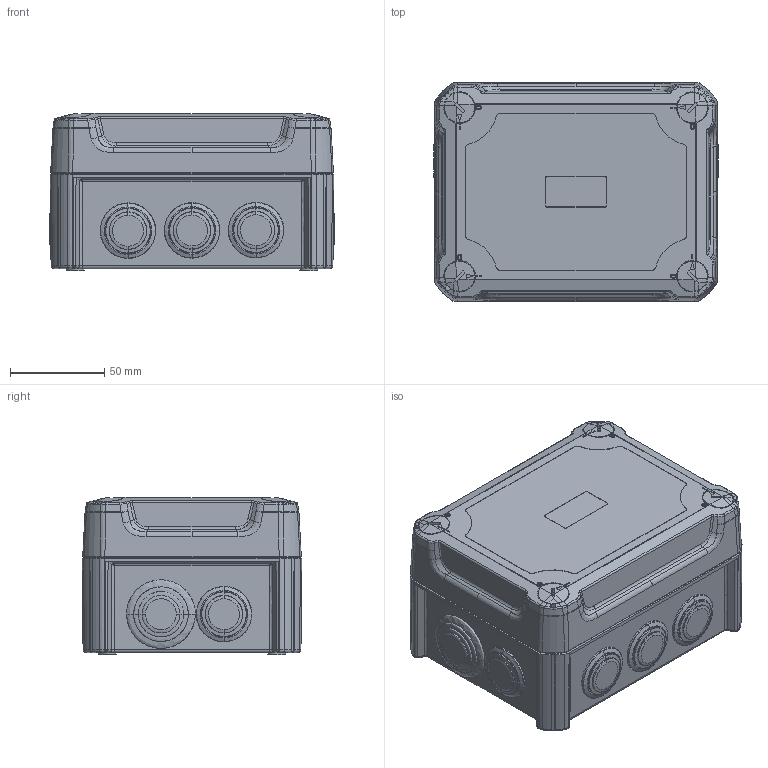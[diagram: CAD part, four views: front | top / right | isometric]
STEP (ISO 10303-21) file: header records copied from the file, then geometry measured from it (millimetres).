
FILE_DESCRIPTION(/* description */ (''),/* implementation_level */ '2;1');
FILE_NAME(/* name */ '2007752',/* time_stamp */ '2016-01-12T10:04:08+01:00',/* author */ (''),/* organization */ (''),/* preprocessor_version */ 'ST-DEVELOPER v15',/* originating_system */ '',/* authorisation */ '');
FILE_SCHEMA (('CONFIG_CONTROL_DESIGN'));
Products named in the file (2): Document; Block 01
Assembly tree (1 placements, depth 2):
  Document
    Block 01
Bounding box: 151.13 x 116.6 x 83.47 mm (x, y, z)
Volume: 212030.5 mm3; surface area: 187323.3 mm2
Topology: 12 solids, 19 shells, 2125 faces, 5157 edges, 3013 vertices
Faces by surface type: bspline 1627, plane 498
Entity records: 90786 total; most frequent: CARTESIAN_POINT 62877, ORIENTED_EDGE 10150, EDGE_CURVE 5143, VERTEX_POINT 3013, EDGE_LOOP 2190, ADVANCED_FACE 2125, FACE_OUTER_BOUND 2125, B_SPLINE_CURVE_WITH_KNOTS 1362
